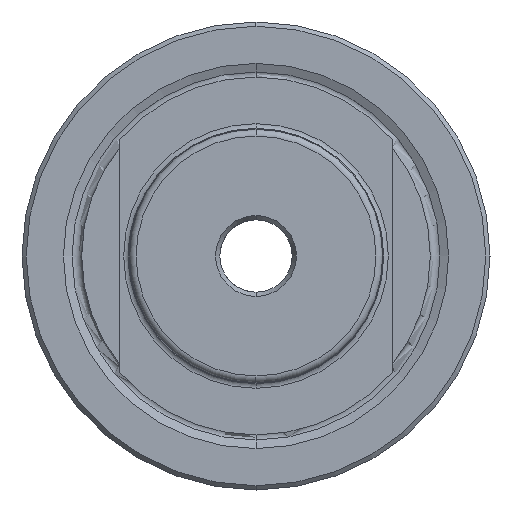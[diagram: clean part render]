
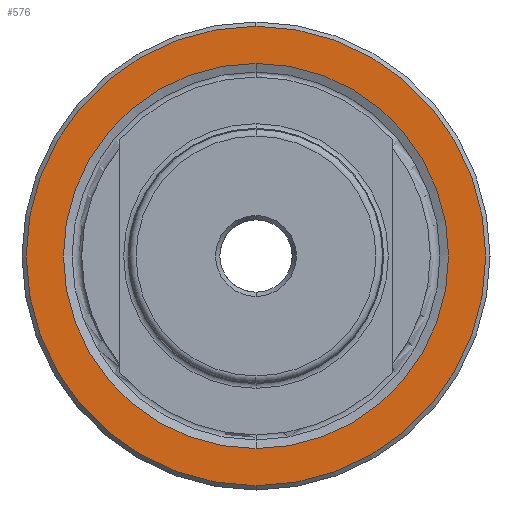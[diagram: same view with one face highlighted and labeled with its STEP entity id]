
A CAD part, left-side view. The second image highlights one B-rep face of the part: STEP entity #576.
In plain terms, the highlighted planar face has unit normal (-1, 0, 0).
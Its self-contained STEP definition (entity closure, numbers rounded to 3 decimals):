
#157 = CARTESIAN_POINT ( 'NONE',  ( 30., 0., 0. ) ) ;
#230 = CIRCLE ( 'NONE', #2883, 27. ) ;
#253 = DIRECTION ( 'NONE',  ( -1., 0., 0. ) ) ;
#261 = DIRECTION ( 'NONE',  ( 0., 0., 1. ) ) ;
#474 = VERTEX_POINT ( 'NONE', #3757 ) ;
#511 = EDGE_CURVE ( 'NONE', #2284, #3863, #3858, .T. ) ;
#576 = ADVANCED_FACE ( 'NONE', ( #3639, #3729 ), #1313, .F. ) ;
#940 = EDGE_CURVE ( 'NONE', #2797, #474, #2729, .T. ) ;
#1264 = DIRECTION ( 'NONE',  ( 0., 0., -1. ) ) ;
#1296 = DIRECTION ( 'NONE',  ( 1., 0., 0. ) ) ;
#1313 = PLANE ( 'NONE',  #3212 ) ;
#1415 = CARTESIAN_POINT ( 'NONE',  ( 30., 0., 22.632 ) ) ;
#1473 = CARTESIAN_POINT ( 'NONE',  ( 30., 0., 0. ) ) ;
#1489 = DIRECTION ( 'NONE',  ( -1., 0., 0. ) ) ;
#1496 = DIRECTION ( 'NONE',  ( 0., 0., 1. ) ) ;
#1725 = CARTESIAN_POINT ( 'NONE',  ( 30., 0., 22.632 ) ) ;
#1758 = DIRECTION ( 'NONE',  ( 0., 0., 1. ) ) ;
#1918 = DIRECTION ( 'NONE',  ( 0., 0., 1. ) ) ;
#2009 = DIRECTION ( 'NONE',  ( -1., 0., 0. ) ) ;
#2016 = CARTESIAN_POINT ( 'NONE',  ( 30., 0., 0. ) ) ;
#2071 = EDGE_CURVE ( 'NONE', #474, #2797, #230, .T. ) ;
#2106 = DIRECTION ( 'NONE',  ( -1., 0., 0. ) ) ;
#2121 = CARTESIAN_POINT ( 'NONE',  ( 30., 0., 0. ) ) ;
#2284 = VERTEX_POINT ( 'NONE', #1725 ) ;
#2373 = ORIENTED_EDGE ( 'NONE', *, *, #940, .T. ) ;
#2497 = ORIENTED_EDGE ( 'NONE', *, *, #2071, .T. ) ;
#2619 = ORIENTED_EDGE ( 'NONE', *, *, #511, .F. ) ;
#2729 = CIRCLE ( 'NONE', #2896, 27. ) ;
#2797 = VERTEX_POINT ( 'NONE', #3349 ) ;
#2877 = CARTESIAN_POINT ( 'NONE',  ( 30., 0., -22.632 ) ) ;
#2883 = AXIS2_PLACEMENT_3D ( 'NONE', #157, #253, #261 ) ;
#2890 = AXIS2_PLACEMENT_3D ( 'NONE', #2121, #2106, #1758 ) ;
#2896 = AXIS2_PLACEMENT_3D ( 'NONE', #1473, #1489, #1496 ) ;
#3212 = AXIS2_PLACEMENT_3D ( 'NONE', #1415, #1296, #1264 ) ;
#3216 = CIRCLE ( 'NONE', #2890, 22.632 ) ;
#3349 = CARTESIAN_POINT ( 'NONE',  ( 30., 0., -27. ) ) ;
#3401 = EDGE_LOOP ( 'NONE', ( #2373, #2497 ) ) ;
#3639 = FACE_BOUND ( 'NONE', #4441, .T. ) ;
#3697 = ORIENTED_EDGE ( 'NONE', *, *, #3966, .F. ) ;
#3729 = FACE_OUTER_BOUND ( 'NONE', #3401, .T. ) ;
#3757 = CARTESIAN_POINT ( 'NONE',  ( 30., 0., 27. ) ) ;
#3858 = CIRCLE ( 'NONE', #4305, 22.632 ) ;
#3863 = VERTEX_POINT ( 'NONE', #2877 ) ;
#3966 = EDGE_CURVE ( 'NONE', #3863, #2284, #3216, .T. ) ;
#4305 = AXIS2_PLACEMENT_3D ( 'NONE', #2016, #2009, #1918 ) ;
#4441 = EDGE_LOOP ( 'NONE', ( #2619, #3697 ) ) ;
